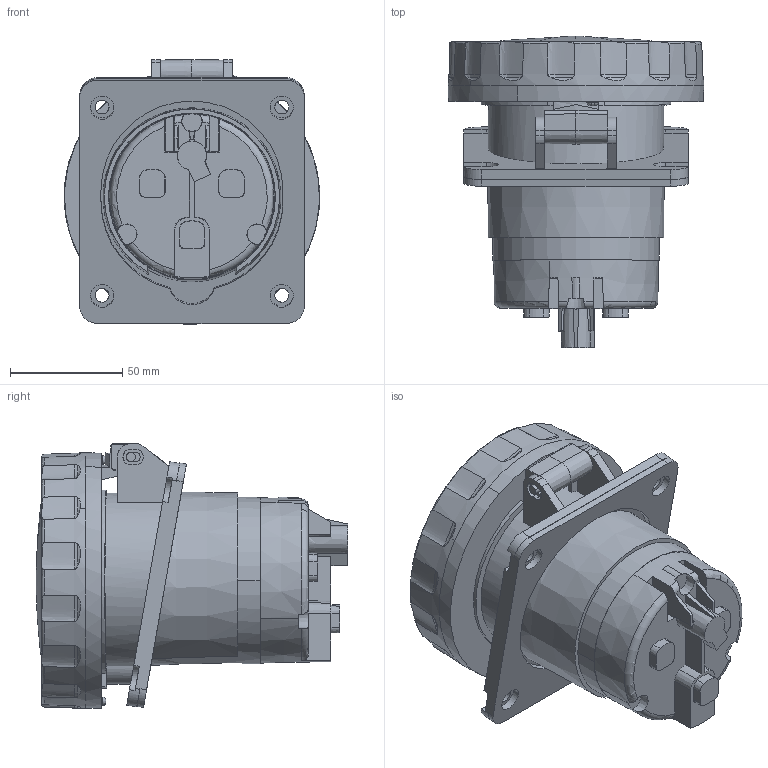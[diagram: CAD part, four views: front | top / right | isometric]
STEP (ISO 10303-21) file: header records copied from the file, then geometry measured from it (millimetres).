
FILE_DESCRIPTION((''),'2;1');
FILE_NAME('GW63249PH_SW0002','2020-09-07T10:02:43',('User'),('Technoprobe spa'),'CREO PARAMETRIC BY PTC INC, 2020074','CREO PARAMETRIC BY PTC INC, 2020074','');
FILE_SCHEMA(('CONFIG_CONTROL_DESIGN'));
Length unit declared in the file: millimetre
Products named in the file (1): GW63249PH_SW0002
Bounding box: 113.6 x 138.6 x 117.89 mm (x, y, z)
Volume: 747639.3 mm3; surface area: 74639.4 mm2
Topology: 1 solids, 1 shells, 324 faces, 922 edges, 613 vertices
Faces by surface type: plane 143, cylinder 58, bspline 52, cone 45, torus 14, extrusion 8, sphere 4
Entity records: 14294 total; most frequent: CARTESIAN_POINT 6121, ORIENTED_EDGE 1836, DIRECTION 1513, EDGE_CURVE 918, VERTEX_POINT 613, AXIS2_PLACEMENT_3D 551, VECTOR 411, LINE 403
